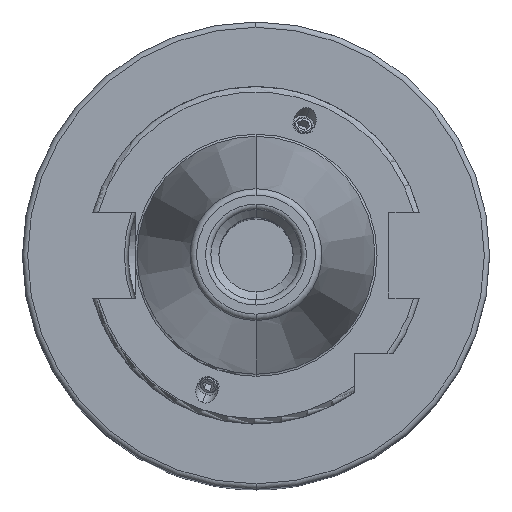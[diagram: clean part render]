
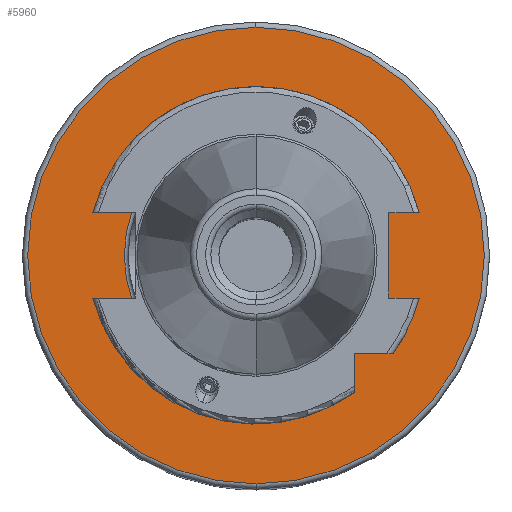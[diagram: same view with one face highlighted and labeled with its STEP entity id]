
A CAD part, top view. The second image highlights one B-rep face of the part: STEP entity #5960.
In plain terms, the highlighted planar face has unit normal (0, 0, 1).
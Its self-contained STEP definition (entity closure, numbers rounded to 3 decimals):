
#1026=CARTESIAN_POINT('',(0,0.,-15.9));
#1027=DIRECTION('',(0,0,1));
#1028=DIRECTION('',(0,1,0));
#1029=AXIS2_PLACEMENT_3D('',#1026,#1027,#1028);
#1031=CARTESIAN_POINT('',(0,0.,-15.9));
#1032=DIRECTION('',(0,0,1));
#1033=DIRECTION('',(0,-1,0));
#1034=AXIS2_PLACEMENT_3D('',#1031,#1032,#1033);
#1036=CARTESIAN_POINT('',(0,0,-15.9));
#1037=DIRECTION('',(0,0,-1));
#1038=DIRECTION('',(0,-1,0));
#1039=AXIS2_PLACEMENT_3D('',#1036,#1037,#1038);
#1041=CARTESIAN_POINT('',(0,0,-15.9));
#1042=DIRECTION('',(0,0,-1));
#1043=DIRECTION('',(0,1,0));
#1044=AXIS2_PLACEMENT_3D('',#1041,#1042,#1043);
#4755=CARTESIAN_POINT('',(0,24.8,-15.9));
#4756=CARTESIAN_POINT('',(0,-24.8,-15.9));
#4757=VERTEX_POINT('',#4755);
#4758=VERTEX_POINT('',#4756);
#4767=CARTESIAN_POINT('',(0.,-43,-15.9));
#4768=CARTESIAN_POINT('',(0,43,-15.9));
#4769=VERTEX_POINT('',#4767);
#4770=VERTEX_POINT('',#4768);
#5944=CARTESIAN_POINT('',(0,0.,-15.9));
#5945=DIRECTION('',(0,0,1));
#5946=DIRECTION('',(0,1,0));
#5947=AXIS2_PLACEMENT_3D('',#5944,#5945,#5946);
#5948=PLANE('',#5947);
#5950=ORIENTED_EDGE('',*,*,#5949,.T.);
#5952=ORIENTED_EDGE('',*,*,#5951,.T.);
#5953=EDGE_LOOP('',(#5950,#5952));
#5954=FACE_OUTER_BOUND('',#5953,.F.);
#5956=ORIENTED_EDGE('',*,*,#5955,.T.);
#5957=ORIENTED_EDGE('',*,*,#5934,.T.);
#5958=EDGE_LOOP('',(#5956,#5957));
#5959=FACE_BOUND('',#5958,.F.);
#5960=ADVANCED_FACE('',(#5954,#5959),#5948,.T.);
#1030=CIRCLE('',#1029,24.8);
#1035=CIRCLE('',#1034,24.8);
#1040=CIRCLE('',#1039,43);
#1045=CIRCLE('',#1044,43);
#5934=EDGE_CURVE('',#4758,#4757,#1035,.T.);
#5949=EDGE_CURVE('',#4769,#4770,#1040,.T.);
#5951=EDGE_CURVE('',#4770,#4769,#1045,.T.);
#5955=EDGE_CURVE('',#4757,#4758,#1030,.T.);
